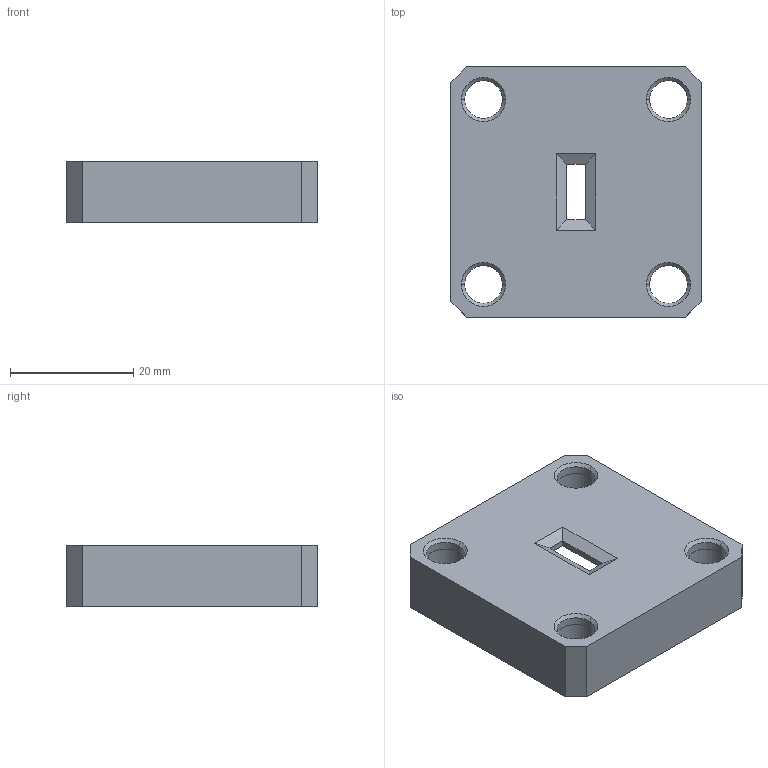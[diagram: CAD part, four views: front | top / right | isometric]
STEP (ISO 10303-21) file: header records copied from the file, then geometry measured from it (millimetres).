
FILE_DESCRIPTION (( 'STEP AP214' ), '1' );
FILE_NAME ('THR-100-030-100_02.STEP', '2024-12-29T23:41:47', ( '' ), ( '' ), 'SwSTEP 2.0', 'SolidWorks 2022', '' );
FILE_SCHEMA (( 'AUTOMOTIVE_DESIGN' ));
Length unit declared in the file: millimetre
Products named in the file (1): THR-100-030-100_02
Bounding box: 40.6 x 40.6 x 10 mm (x, y, z)
Volume: 8994.2 mm3; surface area: 6226.7 mm2
Topology: 1 solids, 1 shells, 92 faces, 206 edges, 118 vertices
Faces by surface type: cone 38, cylinder 31, plane 23
Entity records: 2664 total; most frequent: CARTESIAN_POINT 526, DIRECTION 470, ORIENTED_EDGE 412, EDGE_CURVE 206, AXIS2_PLACEMENT_3D 176, VECTOR 118, LINE 118, VERTEX_POINT 118
